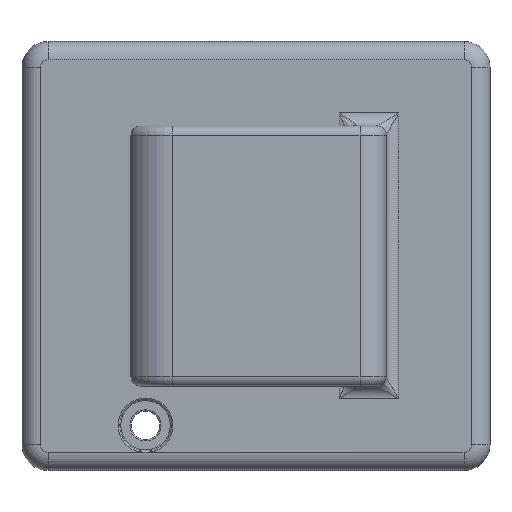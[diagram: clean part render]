
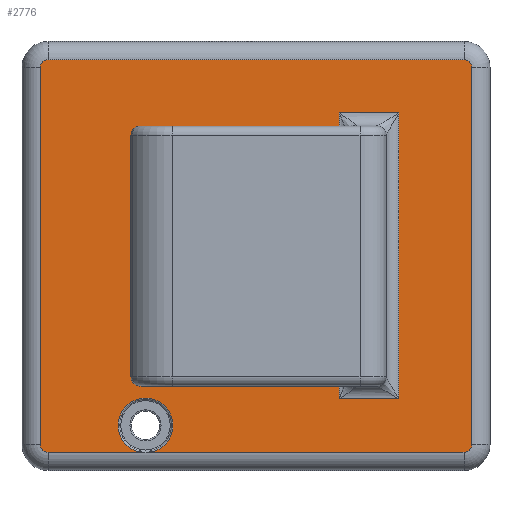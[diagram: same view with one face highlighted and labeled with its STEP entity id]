
A CAD part, front view. The second image highlights one B-rep face of the part: STEP entity #2776.
In plain terms, the highlighted planar face has unit normal (0, -1, 0).
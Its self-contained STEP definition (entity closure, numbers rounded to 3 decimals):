
#26 = CIRCLE ( 'NONE', #5281, 0.6 ) ;
#32 = VERTEX_POINT ( 'NONE', #1252 ) ;
#36 = CARTESIAN_POINT ( 'NONE',  ( 11., 0., -10. ) ) ;
#95 = LINE ( 'NONE', #4713, #4758 ) ;
#107 = CARTESIAN_POINT ( 'NONE',  ( 16., 0., -15.1 ) ) ;
#113 = VERTEX_POINT ( 'NONE', #2862 ) ;
#127 = EDGE_LOOP ( 'NONE', ( #2841, #1227, #2625, #3536 ) ) ;
#183 = DIRECTION ( 'NONE',  ( 0., -1., 0. ) ) ;
#209 = CARTESIAN_POINT ( 'NONE',  ( 11., 0., -11. ) ) ;
#248 = DIRECTION ( 'NONE',  ( 0., -1., 0. ) ) ;
#272 = DIRECTION ( 'NONE',  ( -1., 0., 0. ) ) ;
#288 = PLANE ( 'NONE',  #1439 ) ;
#313 = CARTESIAN_POINT ( 'NONE',  ( 0., 0., 0. ) ) ;
#380 = EDGE_CURVE ( 'NONE', #652, #32, #2826, .T. ) ;
#527 = DIRECTION ( 'NONE',  ( 0., 0., -1. ) ) ;
#580 = EDGE_CURVE ( 'NONE', #1292, #4518, #4299, .T. ) ;
#652 = VERTEX_POINT ( 'NONE', #1141 ) ;
#694 = EDGE_CURVE ( 'NONE', #1231, #2471, #5004, .T. ) ;
#720 = ORIENTED_EDGE ( 'NONE', *, *, #2395, .T. ) ;
#758 = EDGE_CURVE ( 'NONE', #2341, #4637, #5695, .T. ) ;
#824 = DIRECTION ( 'NONE',  ( 0., 0., 1. ) ) ;
#879 = CARTESIAN_POINT ( 'NONE',  ( 16.6, 0., 0. ) ) ;
#919 = ORIENTED_EDGE ( 'NONE', *, *, #4505, .T. ) ;
#920 = FACE_BOUND ( 'NONE', #127, .T. ) ;
#952 = DIRECTION ( 'NONE',  ( 0., 0., 1. ) ) ;
#953 = DIRECTION ( 'NONE',  ( 0., -1., 0. ) ) ;
#961 = CARTESIAN_POINT ( 'NONE',  ( -16., 0., 14.5 ) ) ;
#1062 = ORIENTED_EDGE ( 'NONE', *, *, #380, .T. ) ;
#1084 = VERTEX_POINT ( 'NONE', #107 ) ;
#1141 = CARTESIAN_POINT ( 'NONE',  ( -16., 0., -15.1 ) ) ;
#1227 = ORIENTED_EDGE ( 'NONE', *, *, #5279, .T. ) ;
#1231 = VERTEX_POINT ( 'NONE', #1871 ) ;
#1249 = DIRECTION ( 'NONE',  ( 0., 1., 0. ) ) ;
#1252 = CARTESIAN_POINT ( 'NONE',  ( -8.854, 0., -15.1 ) ) ;
#1253 = CIRCLE ( 'NONE', #2522, 0.6 ) ;
#1276 = LINE ( 'NONE', #5610, #3638 ) ;
#1292 = VERTEX_POINT ( 'NONE', #3161 ) ;
#1326 = DIRECTION ( 'NONE',  ( 0., 0., 1. ) ) ;
#1333 = DIRECTION ( 'NONE',  ( 0., 1., 0. ) ) ;
#1341 = CARTESIAN_POINT ( 'NONE',  ( -8.5, 0., -13.03 ) ) ;
#1411 = CARTESIAN_POINT ( 'NONE',  ( 6.4, 0., -11. ) ) ;
#1439 = AXIS2_PLACEMENT_3D ( 'NONE', #313, #1249, #4390 ) ;
#1525 = VERTEX_POINT ( 'NONE', #2052 ) ;
#1556 = EDGE_CURVE ( 'NONE', #4637, #5766, #5623, .T. ) ;
#1624 = DIRECTION ( 'NONE',  ( 1., 0., 0. ) ) ;
#1797 = LINE ( 'NONE', #3670, #2745 ) ;
#1871 = CARTESIAN_POINT ( 'NONE',  ( -16., 0., 15.1 ) ) ;
#1979 = CIRCLE ( 'NONE', #3778, 2.1 ) ;
#1999 = DIRECTION ( 'NONE',  ( 0., 0., -1. ) ) ;
#2035 = ORIENTED_EDGE ( 'NONE', *, *, #2926, .T. ) ;
#2052 = CARTESIAN_POINT ( 'NONE',  ( 6.4, 0., 11. ) ) ;
#2057 = EDGE_LOOP ( 'NONE', ( #1062, #919, #2455, #5359, #2524, #5152, #3916, #720, #4185, #3784, #2035 ) ) ;
#2067 = LINE ( 'NONE', #2586, #4031 ) ;
#2156 = AXIS2_PLACEMENT_3D ( 'NONE', #2998, #183, #3434 ) ;
#2157 = CARTESIAN_POINT ( 'NONE',  ( 0., 0., -15.1 ) ) ;
#2185 = DIRECTION ( 'NONE',  ( 1., 0., 0. ) ) ;
#2202 = VECTOR ( 'NONE', #527, 1000. ) ;
#2341 = VERTEX_POINT ( 'NONE', #3010 ) ;
#2395 = EDGE_CURVE ( 'NONE', #5766, #1231, #3319, .T. ) ;
#2455 = ORIENTED_EDGE ( 'NONE', *, *, #580, .T. ) ;
#2471 = VERTEX_POINT ( 'NONE', #4189 ) ;
#2522 = AXIS2_PLACEMENT_3D ( 'NONE', #3060, #248, #3496 ) ;
#2524 = ORIENTED_EDGE ( 'NONE', *, *, #5698, .T. ) ;
#2586 = CARTESIAN_POINT ( 'NONE',  ( 6.4, 0., 10. ) ) ;
#2625 = ORIENTED_EDGE ( 'NONE', *, *, #3088, .T. ) ;
#2637 = DIRECTION ( 'NONE',  ( 0., 1., 0. ) ) ;
#2652 = EDGE_CURVE ( 'NONE', #4518, #1084, #95, .T. ) ;
#2684 = CARTESIAN_POINT ( 'NONE',  ( -16., 0., -14.5 ) ) ;
#2745 = VECTOR ( 'NONE', #4091, 1000. ) ;
#2773 = VERTEX_POINT ( 'NONE', #5215 ) ;
#2776 = ADVANCED_FACE ( 'NONE', ( #3516, #920 ), #288, .F. ) ;
#2826 = LINE ( 'NONE', #2157, #3836 ) ;
#2841 = ORIENTED_EDGE ( 'NONE', *, *, #3404, .T. ) ;
#2862 = CARTESIAN_POINT ( 'NONE',  ( -16.6, 0., -14.5 ) ) ;
#2926 = EDGE_CURVE ( 'NONE', #113, #652, #26, .T. ) ;
#2976 = VECTOR ( 'NONE', #1999, 1000. ) ;
#2998 = CARTESIAN_POINT ( 'NONE',  ( 16., 0., 14.5 ) ) ;
#3010 = CARTESIAN_POINT ( 'NONE',  ( 16.6, 0., -14.5 ) ) ;
#3060 = CARTESIAN_POINT ( 'NONE',  ( 16., 0., -14.5 ) ) ;
#3069 = DIRECTION ( 'NONE',  ( 0., 0., 1. ) ) ;
#3088 = EDGE_CURVE ( 'NONE', #1525, #2773, #1797, .T. ) ;
#3108 = CARTESIAN_POINT ( 'NONE',  ( -8.146, 0., -15.1 ) ) ;
#3159 = DIRECTION ( 'NONE',  ( 0., 0., 1. ) ) ;
#3161 = CARTESIAN_POINT ( 'NONE',  ( -8.5, 0., -10.93 ) ) ;
#3187 = VECTOR ( 'NONE', #272, 1000. ) ;
#3244 = AXIS2_PLACEMENT_3D ( 'NONE', #961, #953, #952 ) ;
#3319 = LINE ( 'NONE', #4754, #3187 ) ;
#3404 = EDGE_CURVE ( 'NONE', #4960, #3789, #1276, .T. ) ;
#3434 = DIRECTION ( 'NONE',  ( 0., 0., 1. ) ) ;
#3496 = DIRECTION ( 'NONE',  ( 0., 0., 1. ) ) ;
#3516 = FACE_OUTER_BOUND ( 'NONE', #2057, .T. ) ;
#3535 = CARTESIAN_POINT ( 'NONE',  ( 16., 0., 15.1 ) ) ;
#3536 = ORIENTED_EDGE ( 'NONE', *, *, #3822, .T. ) ;
#3638 = VECTOR ( 'NONE', #3821, 1000. ) ;
#3670 = CARTESIAN_POINT ( 'NONE',  ( 10., 0., 11. ) ) ;
#3778 = AXIS2_PLACEMENT_3D ( 'NONE', #5211, #2637, #5631 ) ;
#3784 = ORIENTED_EDGE ( 'NONE', *, *, #3937, .T. ) ;
#3789 = VERTEX_POINT ( 'NONE', #1411 ) ;
#3821 = DIRECTION ( 'NONE',  ( -1., 0., 0. ) ) ;
#3822 = EDGE_CURVE ( 'NONE', #2773, #4960, #5638, .T. ) ;
#3836 = VECTOR ( 'NONE', #2185, 1000. ) ;
#3916 = ORIENTED_EDGE ( 'NONE', *, *, #1556, .T. ) ;
#3937 = EDGE_CURVE ( 'NONE', #2471, #113, #5242, .T. ) ;
#4031 = VECTOR ( 'NONE', #3069, 1000. ) ;
#4091 = DIRECTION ( 'NONE',  ( 1., 0., 0. ) ) ;
#4185 = ORIENTED_EDGE ( 'NONE', *, *, #694, .T. ) ;
#4189 = CARTESIAN_POINT ( 'NONE',  ( -16.6, 0., 14.5 ) ) ;
#4299 = CIRCLE ( 'NONE', #5579, 2.1 ) ;
#4390 = DIRECTION ( 'NONE',  ( 0., 0., 1. ) ) ;
#4505 = EDGE_CURVE ( 'NONE', #32, #1292, #1979, .T. ) ;
#4518 = VERTEX_POINT ( 'NONE', #3108 ) ;
#4573 = VECTOR ( 'NONE', #824, 1000. ) ;
#4615 = CARTESIAN_POINT ( 'NONE',  ( -16.6, 0., 0. ) ) ;
#4637 = VERTEX_POINT ( 'NONE', #5596 ) ;
#4713 = CARTESIAN_POINT ( 'NONE',  ( 0., 0., -15.1 ) ) ;
#4754 = CARTESIAN_POINT ( 'NONE',  ( 0., 0., 15.1 ) ) ;
#4758 = VECTOR ( 'NONE', #1624, 1000. ) ;
#4960 = VERTEX_POINT ( 'NONE', #209 ) ;
#5004 = CIRCLE ( 'NONE', #3244, 0.6 ) ;
#5152 = ORIENTED_EDGE ( 'NONE', *, *, #758, .T. ) ;
#5211 = CARTESIAN_POINT ( 'NONE',  ( -8.5, 0., -13.03 ) ) ;
#5215 = CARTESIAN_POINT ( 'NONE',  ( 11., 0., 11. ) ) ;
#5242 = LINE ( 'NONE', #4615, #2976 ) ;
#5279 = EDGE_CURVE ( 'NONE', #3789, #1525, #2067, .T. ) ;
#5281 = AXIS2_PLACEMENT_3D ( 'NONE', #2684, #5668, #3159 ) ;
#5359 = ORIENTED_EDGE ( 'NONE', *, *, #2652, .T. ) ;
#5579 = AXIS2_PLACEMENT_3D ( 'NONE', #1341, #1333, #1326 ) ;
#5596 = CARTESIAN_POINT ( 'NONE',  ( 16.6, 0., 14.5 ) ) ;
#5610 = CARTESIAN_POINT ( 'NONE',  ( 0., 0., -11. ) ) ;
#5623 = CIRCLE ( 'NONE', #2156, 0.6 ) ;
#5631 = DIRECTION ( 'NONE',  ( 0., 0., 1. ) ) ;
#5638 = LINE ( 'NONE', #36, #2202 ) ;
#5668 = DIRECTION ( 'NONE',  ( 0., -1., 0. ) ) ;
#5695 = LINE ( 'NONE', #879, #4573 ) ;
#5698 = EDGE_CURVE ( 'NONE', #1084, #2341, #1253, .T. ) ;
#5766 = VERTEX_POINT ( 'NONE', #3535 ) ;
